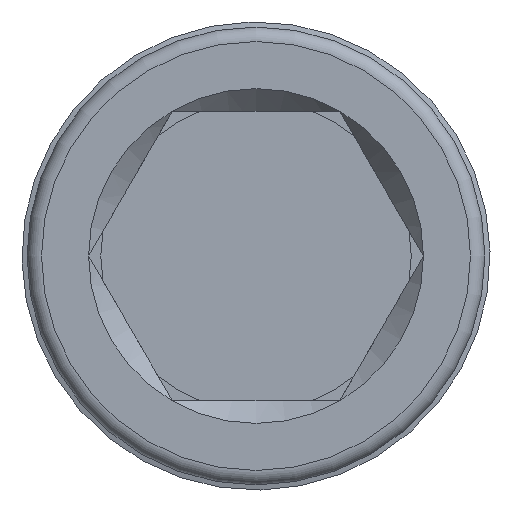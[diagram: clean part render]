
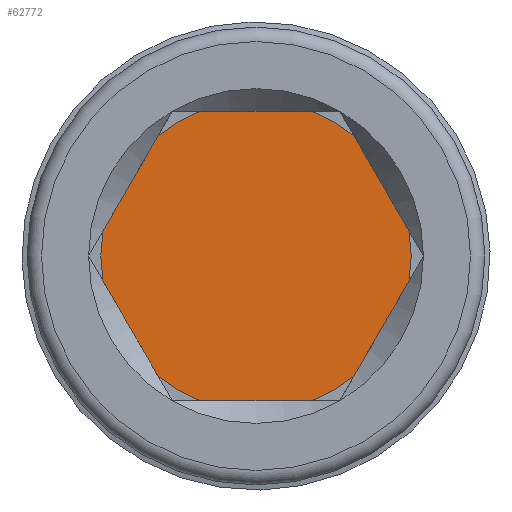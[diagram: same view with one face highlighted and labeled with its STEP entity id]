
A CAD part, left-side view. The second image highlights one B-rep face of the part: STEP entity #62772.
In plain terms, the highlighted planar face has unit normal (-1, 0, 0).
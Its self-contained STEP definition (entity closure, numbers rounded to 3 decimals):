
#62756=CARTESIAN_POINT('',(9.998,2.678,0.0));
#62757=DIRECTION('',(-1.0,0.0,0.0));
#62758=DIRECTION('',(0.0,0.0,1.0));
#62759=AXIS2_PLACEMENT_3D('',#62756,#62757,#62758);
#62760=PLANE('',#62759);
#62761=CARTESIAN_POINT('',(9.998,5.355,0.0));
#62762=VERTEX_POINT('',#62761);
#62763=CARTESIAN_POINT('',(9.998,0.0,0.0));
#62764=DIRECTION('',(1.0,0.0,0.0));
#62765=DIRECTION('',(0.0,1.0,0.0));
#62766=AXIS2_PLACEMENT_3D('',#62763,#62764,#62765);
#62767=CIRCLE('',#62766,5.355);
#62768=EDGE_CURVE('',#62762,#62762,#62767,.T.);
#62769=ORIENTED_EDGE('',*,*,#62768,.F.);
#62770=EDGE_LOOP('',(#62769));
#62771=FACE_OUTER_BOUND('',#62770,.T.);
#62772=ADVANCED_FACE('',(#62771),#62760,.T.);
